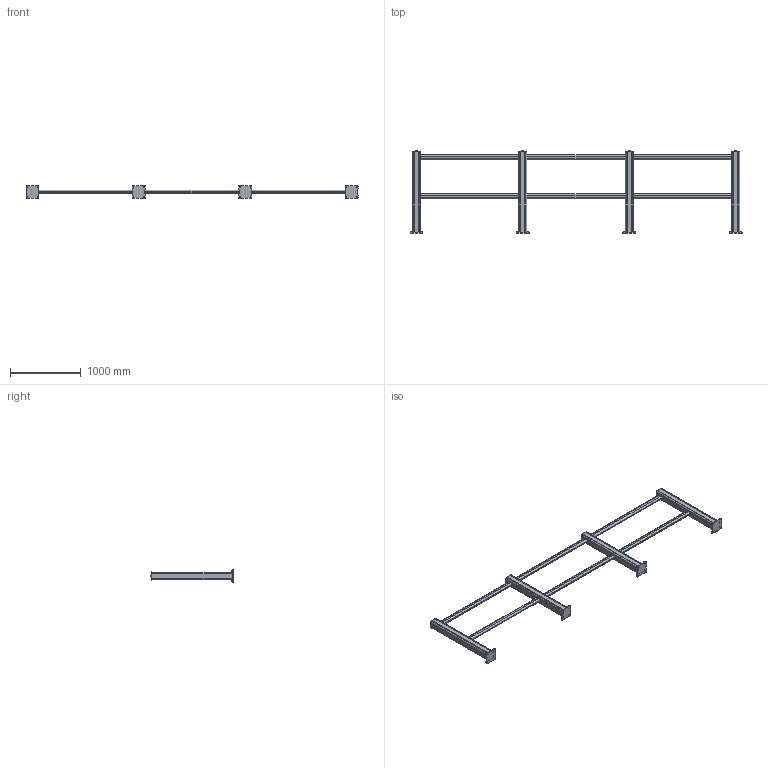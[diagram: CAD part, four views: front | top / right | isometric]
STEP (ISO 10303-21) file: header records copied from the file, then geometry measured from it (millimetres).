
FILE_DESCRIPTION(/* description */ (''),/* implementation_level */ '2;1');
FILE_NAME(/* name */ 'HP Plus - 2R.stp',/* time_stamp */ '2017-12-15T15:46:39+01:00',/* author */ ('Dries'),/* organization */ (''),/* preprocessor_version */ 'ST-DEVELOPER v16.5',/* originating_system */ 'Autodesk Inventor 2017',/* authorisation */ '');
FILE_SCHEMA (('CONFIG_CONTROL_DESIGN'));
Length unit declared in the file: millimetre
Products named in the file (4): HP Plus - 2R; HP Plus - End post - 2R - BL; HP Plus - Mid post - 2R - BL; Rail 50x70mm - 1500mm
Assembly tree (10 placements, depth 2):
  HP Plus - 2R
    HP Plus - End post - 2R - BL  x2
    HP Plus - Mid post - 2R - BL  x2
    Rail 50x70mm - 1500mm  x6
Bounding box: 4680 x 1156.5 x 180 mm (x, y, z)
Volume: 83342162.1 mm3; surface area: 4218001.3 mm2
Topology: 10 solids, 10 shells, 1488 faces, 3784 edges, 2544 vertices
Faces by surface type: plane 920, cylinder 348, bspline 220
Full cylindrical faces by diameter (mm): 3.538 x4, 4.422 x4, 6.633 x16, 12 x28, 12.161 x4, 14 x20, 24 x16
Entity records: 27934 total; most frequent: CARTESIAN_POINT 9968, ORIENTED_EDGE 3576, DIRECTION 3448, EDGE_CURVE 1788, AXIS2_PLACEMENT_3D 1314, VERTEX_POINT 1232, EDGE_LOOP 890, LINE 820
